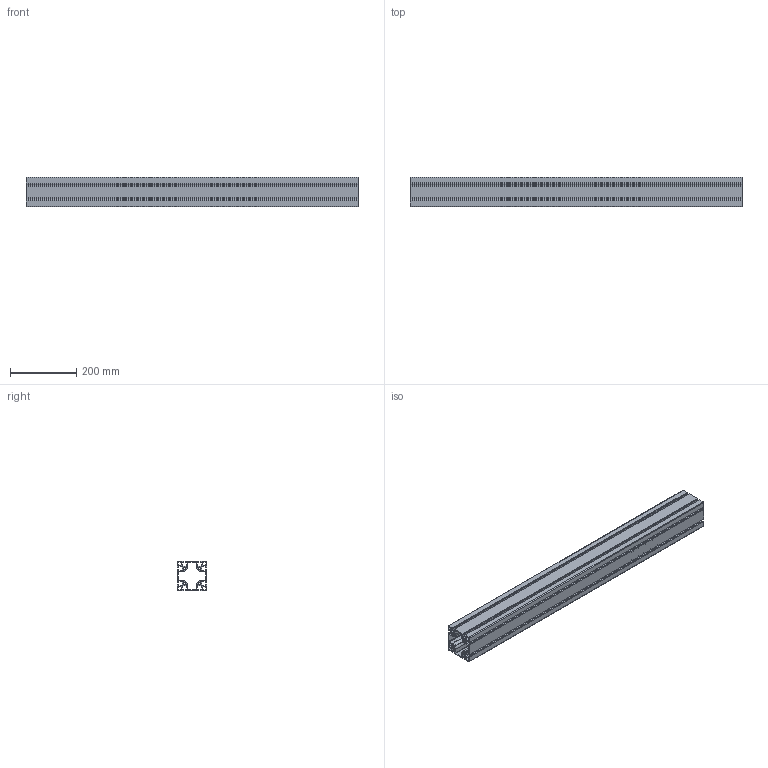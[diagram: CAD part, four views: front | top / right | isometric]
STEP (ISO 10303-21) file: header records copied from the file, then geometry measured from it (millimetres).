
FILE_DESCRIPTION(/* description */ (''),/* implementation_level */ '2;1');
FILE_NAME(/* name */ '10-9090H-0-1000MM.stp',/* time_stamp */ '2024-11-13T10:14:38-05:00',/* author */ ('esanner'),/* organization */ (''),/* preprocessor_version */ 'ST-DEVELOPER v19',/* originating_system */ 'AutoCAD Mechanical',/* authorisation */ '');
FILE_SCHEMA (('AUTOMOTIVE_DESIGN { 1 0 10303 214 3 1 1 }'));
Length unit declared in the file: millimetre
Products named in the file (1): Product
Bounding box: 1000 x 90 x 90 mm (x, y, z)
Volume: 1966204.1 mm3; surface area: 1258236 mm2
Topology: 1 solids, 1 shells, 350 faces, 1044 edges, 696 vertices
Faces by surface type: plane 186, cylinder 164
Full cylindrical faces by diameter (mm): 11.7 x4
Entity records: 11895 total; most frequent: CARTESIAN_POINT 2091, ORIENTED_EDGE 2088, DIRECTION 2074, EDGE_CURVE 1044, LINE 716, VECTOR 716, VERTEX_POINT 696, AXIS2_PLACEMENT_3D 679
